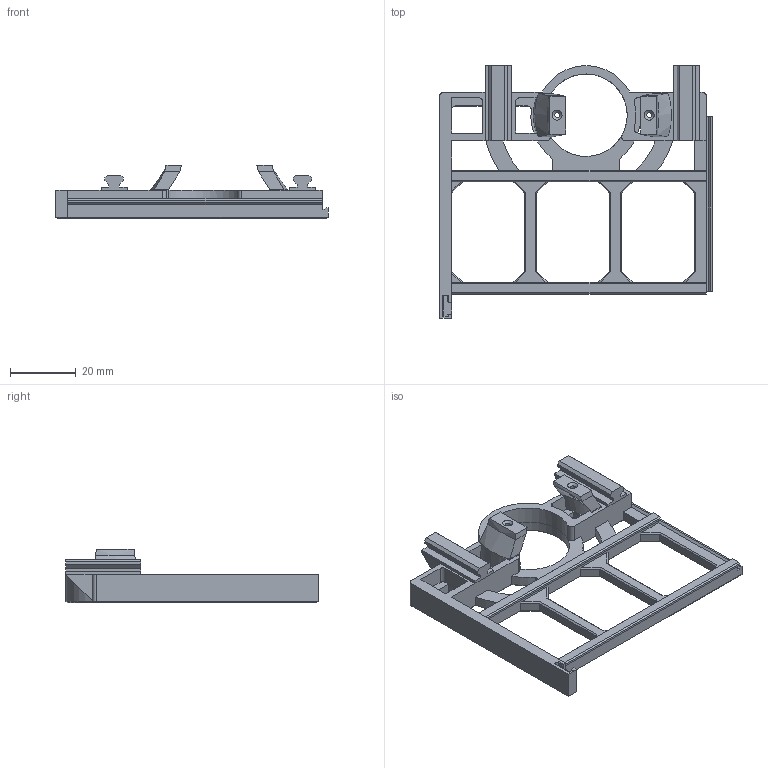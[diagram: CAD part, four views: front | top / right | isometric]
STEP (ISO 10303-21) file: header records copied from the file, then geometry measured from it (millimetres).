
FILE_DESCRIPTION(('FreeCAD Model'),'2;1');
FILE_NAME('Open CASCADE Shape Model','2023-02-02T18:03:25',(''),(''), 'Open CASCADE STEP processor 7.6','FreeCAD','Unknown');
FILE_SCHEMA(('AUTOMOTIVE_DESIGN { 1 0 10303 214 1 1 1 1 }'));
Length unit declared in the file: millimetre
Products named in the file (1): frame__+mesh
Bounding box: 82.61 x 76.55 x 16.2 mm (x, y, z)
Volume: 14751.2 mm3; surface area: 12249.7 mm2
Topology: 1 solids, 1 shells, 290 faces, 760 edges, 464 vertices
Faces by surface type: plane 224, cylinder 30, cone 22, bspline 14
Full cylindrical faces by diameter (mm): 1.6 x2, 25 x1
Entity records: 9820 total; most frequent: CARTESIAN_POINT 2762, ORIENTED_EDGE 1520, DIRECTION 1360, EDGE_CURVE 760, LINE 580, VECTOR 580, VERTEX_POINT 464, AXIS2_PLACEMENT_3D 390
